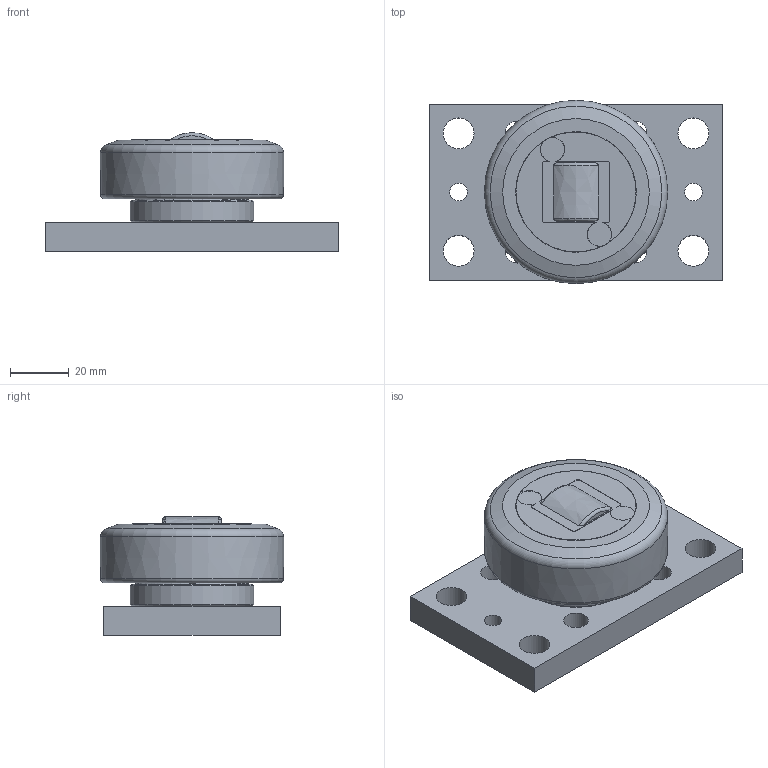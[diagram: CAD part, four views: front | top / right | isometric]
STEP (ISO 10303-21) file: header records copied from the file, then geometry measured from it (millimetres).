
FILE_DESCRIPTION((''),'2;1');
FILE_NAME('TR 060.0200 BR1100.stp','2013-09-26T14:16:39',('hipp'),(''),'Autodesk Inventor 2013','Autodesk Inventor 2013','');
FILE_SCHEMA(('AUTOMOTIVE_DESIGN { 1 0 10303 214 1 1 1 1 }'));
Length unit declared in the file: millimetre
Products named in the file (1): TR 060.0200 BR1100_Shrinkwrap_1
Bounding box: 100 x 62.5 x 40.5 mm (x, y, z)
Volume: 122015.5 mm3; surface area: 25866.4 mm2
Topology: 1 solids, 1 shells, 61 faces, 149 edges, 97 vertices
Faces by surface type: plane 24, cylinder 19, cone 11, torus 5, bspline 2
Full cylindrical faces by diameter (mm): 6 x2, 8.376 x4, 10.5 x4, 30 x1, 42 x1
Entity records: 1882 total; most frequent: CARTESIAN_POINT 416, DIRECTION 292, ORIENTED_EDGE 248, AXIS2_PLACEMENT_3D 126, EDGE_CURVE 124, EDGE_LOOP 108, VERTEX_POINT 92, CIRCLE 62
